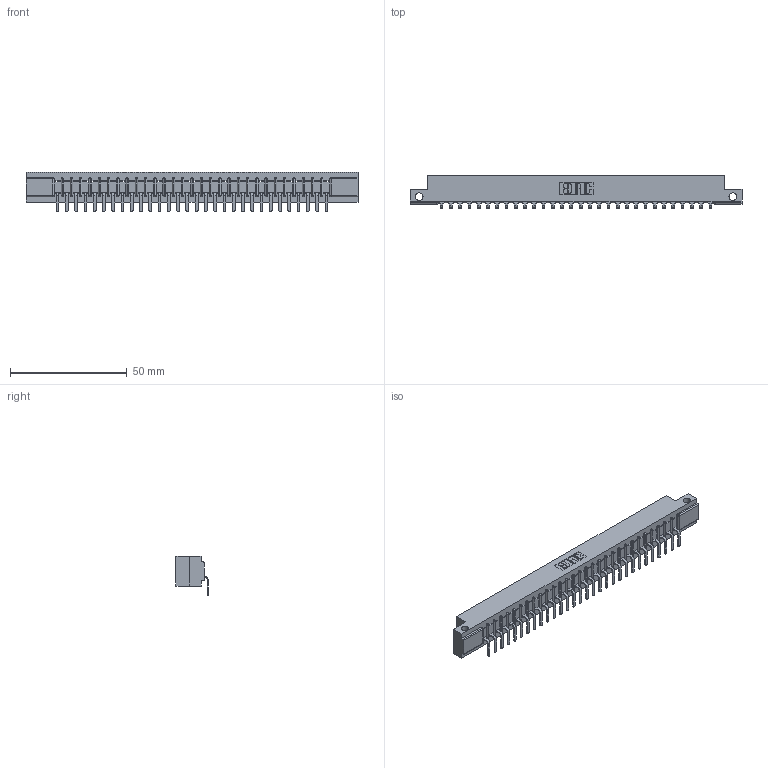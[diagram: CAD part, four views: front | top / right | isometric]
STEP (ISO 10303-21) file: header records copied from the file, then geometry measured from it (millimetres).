
FILE_DESCRIPTION (( 'STEP AP203' ), '1' );
FILE_NAME ('357-030-559-112.STEP', '2022-07-12T21:17:10', ( '' ), ( '' ), 'SwSTEP 2.0', 'SolidWorks 2020', '' );
FILE_SCHEMA (( 'CONFIG_CONTROL_DESIGN' ));
Length unit declared in the file: inch
Products named in the file (3): 307-290-001_558 559 - 1 (Single); 307 Part_.128 Dia Side Mounting Holes; 357-030-559-112
Assembly tree (31 placements, depth 2):
  357-030-559-112
    307 Part_.128 Dia Side Mounting Holes
    307-290-001_558 559 - 1 (Single)  x30
Bounding box: 141.88 x 13.7 x 16.8 mm (x, y, z)
Volume: 14535.2 mm3; surface area: 15294.1 mm2
Topology: 31 solids, 31 shells, 1949 faces, 5543 edges, 3570 vertices
Faces by surface type: plane 1240, cylinder 647, sphere 62
Entity records: 27304 total; most frequent: CARTESIAN_POINT 4596, ORIENTED_EDGE 4582, DIRECTION 4477, EDGE_CURVE 2291, VECTOR 1751, LINE 1751, VERTEX_POINT 1482, AXIS2_PLACEMENT_3D 1363
